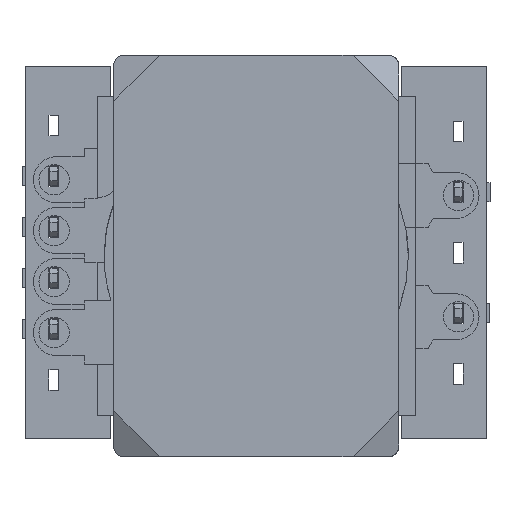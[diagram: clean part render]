
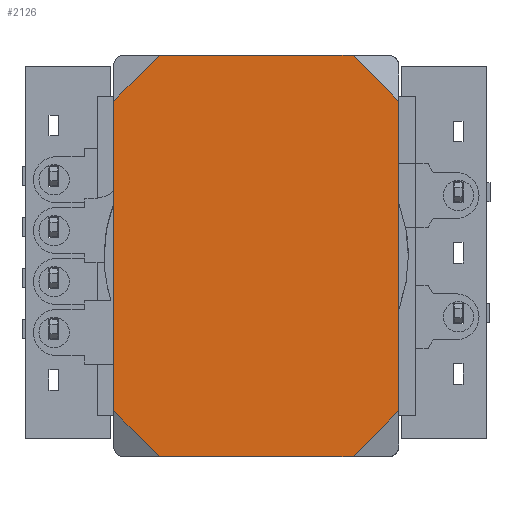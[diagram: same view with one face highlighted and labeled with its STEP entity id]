
A CAD part, top view. The second image highlights one B-rep face of the part: STEP entity #2126.
In plain terms, the highlighted planar face has unit normal (0, 0, 1).
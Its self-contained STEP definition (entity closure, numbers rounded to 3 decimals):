
#2126=ADVANCED_FACE('NONE',(#5057),#5058,.T.);
#2166=EDGE_CURVE('NONE',#5111,#5114,#5117,.T.);
#2172=EDGE_CURVE('NONE',#5119,#5122,#5125,.T.);
#2178=EDGE_CURVE('NONE',#5127,#5130,#5133,.T.);
#2184=EDGE_CURVE('NONE',#5135,#5138,#5141,.T.);
#2194=EDGE_CURVE('NONE',#5130,#5135,#5151,.T.);
#2196=EDGE_CURVE('NONE',#5138,#5119,#5153,.T.);
#2198=EDGE_CURVE('NONE',#5122,#5111,#5155,.T.);
#2200=EDGE_CURVE('NONE',#5114,#5127,#5157,.T.);
#5057=FACE_OUTER_BOUND('',#9139,.T.);
#5058=PLANE('',#9140);
#5111=VERTEX_POINT('NONE',#9218);
#5114=VERTEX_POINT('NONE',#9223);
#5117=LINE('',#9228,#9229);
#5119=VERTEX_POINT('NONE',#9232);
#5122=VERTEX_POINT('NONE',#9237);
#5125=LINE('',#9242,#9243);
#5127=VERTEX_POINT('NONE',#9246);
#5130=VERTEX_POINT('NONE',#9251);
#5133=LINE('',#9256,#9257);
#5135=VERTEX_POINT('NONE',#9260);
#5138=VERTEX_POINT('NONE',#9265);
#5141=LINE('',#9270,#9271);
#5151=LINE('',#9290,#9291);
#5153=LINE('',#9294,#9295);
#5155=LINE('',#9298,#9299);
#5157=LINE('',#9302,#9303);
#9139=EDGE_LOOP('',(#14716,#14717,#14718,#14719,#14720,#14721,#14722,#14723));
#9140=AXIS2_PLACEMENT_3D('',#14724,#14725,#14726);
#9218=CARTESIAN_POINT('',(6.096,-12.818,10.15));
#9223=CARTESIAN_POINT('',(8.966,-9.948,10.15));
#9228=CARTESIAN_POINT('',(11.181,-7.733,10.15));
#9229=VECTOR('',#14771,1.0);
#9232=CARTESIAN_POINT('',(-8.934,-9.948,10.15));
#9237=CARTESIAN_POINT('',(-6.064,-12.818,10.15));
#9242=CARTESIAN_POINT('',(-20.099,1.217,10.15));
#9243=VECTOR('',#14774,1.0);
#9246=CARTESIAN_POINT('',(8.966,9.512,10.15));
#9251=CARTESIAN_POINT('',(6.096,12.382,10.15));
#9256=CARTESIAN_POINT('',(-1.419,19.897,10.15));
#9257=VECTOR('',#14777,1.0);
#9260=CARTESIAN_POINT('',(-6.064,12.382,10.15));
#9265=CARTESIAN_POINT('',(-8.934,9.512,10.15));
#9270=CARTESIAN_POINT('',(-7.499,10.947,10.15));
#9271=VECTOR('',#14780,1.0);
#9290=CARTESIAN_POINT('',(-8.934,12.382,10.15));
#9291=VECTOR('',#14785,1.0);
#9294=CARTESIAN_POINT('',(-8.934,12.382,10.15));
#9295=VECTOR('',#14786,1.0);
#9298=CARTESIAN_POINT('',(-8.934,-12.818,10.15));
#9299=VECTOR('',#14787,1.0);
#9302=CARTESIAN_POINT('',(8.966,12.382,10.15));
#9303=VECTOR('',#14788,1.0);
#14716=ORIENTED_EDGE('',*,*,#2198,.T.);
#14717=ORIENTED_EDGE('',*,*,#2166,.T.);
#14718=ORIENTED_EDGE('',*,*,#2200,.T.);
#14719=ORIENTED_EDGE('',*,*,#2178,.T.);
#14720=ORIENTED_EDGE('',*,*,#2194,.T.);
#14721=ORIENTED_EDGE('',*,*,#2184,.T.);
#14722=ORIENTED_EDGE('',*,*,#2196,.T.);
#14723=ORIENTED_EDGE('',*,*,#2172,.T.);
#14724=CARTESIAN_POINT('',(-8.934,12.382,10.15));
#14725=DIRECTION('',(-0.0,0.0,1.0));
#14726=DIRECTION('',(1.0,-0.0,0.0));
#14771=DIRECTION('',(0.707,0.707,0.0));
#14774=DIRECTION('',(0.707,-0.707,0.0));
#14777=DIRECTION('',(-0.707,0.707,-0.0));
#14780=DIRECTION('',(-0.707,-0.707,0.0));
#14785=DIRECTION('',(-1.0,-0.0,-0.0));
#14786=DIRECTION('',(0.,-1.0,0.0));
#14787=DIRECTION('',(1.0,0.0,0.0));
#14788=DIRECTION('',(0.,1.0,-0.0));
